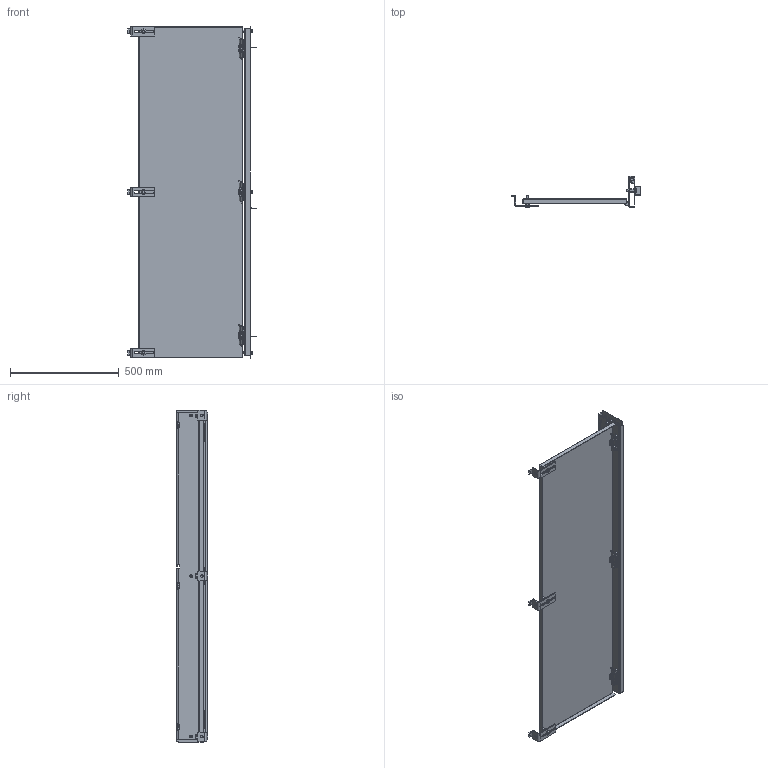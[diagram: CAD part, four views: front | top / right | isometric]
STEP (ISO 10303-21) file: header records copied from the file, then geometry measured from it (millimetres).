
FILE_DESCRIPTION (( 'STEP AP214' ), '1' );
FILE_NAME ('SCE-72SP24F3.STEP', '2022-07-20T09:55:44', ( '' ), ( '' ), 'SwSTEP 2.0', 'SolidWorks 2021', '' );
FILE_SCHEMA (( 'AUTOMOTIVE_DESIGN' ));
Length unit declared in the file: inch
Products named in the file (1): SCE-72SP24F3
Bounding box: 592.73 x 144.28 x 1527.01 mm (x, y, z)
Volume: 3127068.2 mm3; surface area: 2343202.7 mm2
Topology: 53 solids, 53 shells, 2490 faces, 6422 edges, 4050 vertices
Faces by surface type: plane 1213, cylinder 926, cone 143, bspline 84, torus 78, sphere 46
Full cylindrical faces by diameter (mm): 1.016 x6, 3.962 x3, 5.105 x12, 5.537 x6, 6.35 x12, 9.347 x1, 9.525 x3, 20.637 x1
Entity records: 93067 total; most frequent: CARTESIAN_POINT 31680, ORIENTED_EDGE 12668, DIRECTION 12528, EDGE_CURVE 6334, AXIS2_PLACEMENT_3D 4406, VERTEX_POINT 4040, VECTOR 3716, LINE 3716
